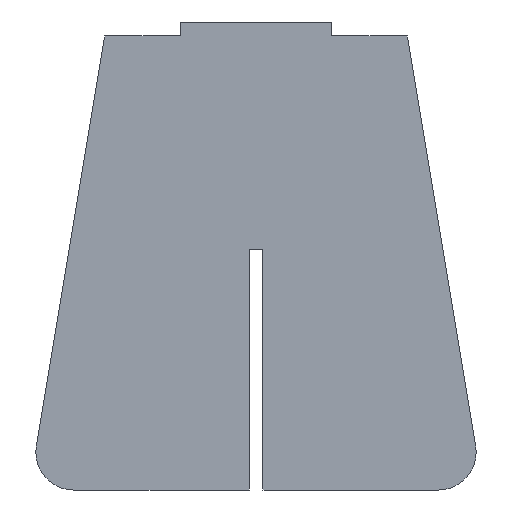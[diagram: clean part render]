
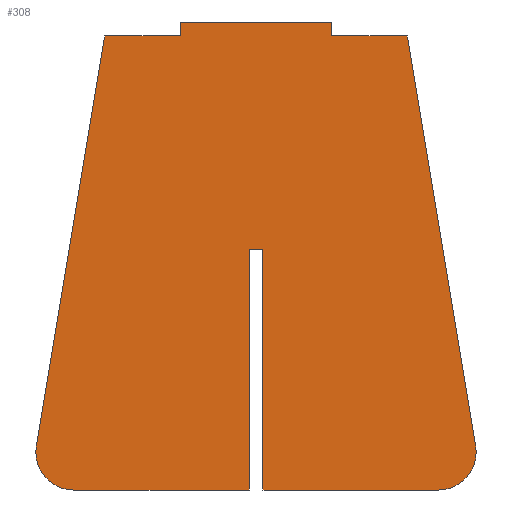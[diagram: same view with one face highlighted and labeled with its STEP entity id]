
A CAD part, front view. The second image highlights one B-rep face of the part: STEP entity #308.
In plain terms, the highlighted planar face has unit normal (0, -1, 0).
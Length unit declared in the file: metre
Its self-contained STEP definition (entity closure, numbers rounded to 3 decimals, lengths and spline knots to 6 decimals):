
#13=CIRCLE('',#326,0.05);
#15=CIRCLE('',#336,0.05);
#74=ORIENTED_EDGE('',*,*,#104,.F.);
#75=ORIENTED_EDGE('',*,*,#108,.F.);
#76=ORIENTED_EDGE('',*,*,#111,.F.);
#77=ORIENTED_EDGE('',*,*,#114,.F.);
#78=ORIENTED_EDGE('',*,*,#117,.F.);
#79=ORIENTED_EDGE('',*,*,#120,.T.);
#80=ORIENTED_EDGE('',*,*,#123,.F.);
#81=ORIENTED_EDGE('',*,*,#126,.F.);
#82=ORIENTED_EDGE('',*,*,#129,.F.);
#83=ORIENTED_EDGE('',*,*,#132,.F.);
#84=ORIENTED_EDGE('',*,*,#135,.F.);
#85=ORIENTED_EDGE('',*,*,#138,.F.);
#86=ORIENTED_EDGE('',*,*,#141,.F.);
#87=ORIENTED_EDGE('',*,*,#143,.T.);
#104=EDGE_CURVE('',#146,#147,#174,.T.);
#108=EDGE_CURVE('',#149,#146,#13,.T.);
#111=EDGE_CURVE('',#151,#149,#179,.T.);
#114=EDGE_CURVE('',#153,#151,#182,.T.);
#117=EDGE_CURVE('',#155,#153,#185,.T.);
#120=EDGE_CURVE('',#155,#157,#188,.T.);
#123=EDGE_CURVE('',#159,#157,#191,.T.);
#126=EDGE_CURVE('',#161,#159,#194,.T.);
#129=EDGE_CURVE('',#163,#161,#197,.T.);
#132=EDGE_CURVE('',#165,#163,#15,.T.);
#135=EDGE_CURVE('',#167,#165,#201,.T.);
#138=EDGE_CURVE('',#169,#167,#204,.T.);
#141=EDGE_CURVE('',#171,#169,#207,.T.);
#143=EDGE_CURVE('',#171,#147,#209,.T.);
#146=VERTEX_POINT('',#429);
#147=VERTEX_POINT('',#431);
#149=VERTEX_POINT('',#437);
#151=VERTEX_POINT('',#443);
#153=VERTEX_POINT('',#449);
#155=VERTEX_POINT('',#455);
#157=VERTEX_POINT('',#461);
#159=VERTEX_POINT('',#467);
#161=VERTEX_POINT('',#473);
#163=VERTEX_POINT('',#479);
#165=VERTEX_POINT('',#485);
#167=VERTEX_POINT('',#491);
#169=VERTEX_POINT('',#497);
#171=VERTEX_POINT('',#503);
#174=LINE('',#430,#212);
#179=LINE('',#444,#217);
#182=LINE('',#450,#220);
#185=LINE('',#456,#223);
#188=LINE('',#462,#226);
#191=LINE('',#468,#229);
#194=LINE('',#474,#232);
#197=LINE('',#480,#235);
#201=LINE('',#492,#239);
#204=LINE('',#498,#242);
#207=LINE('',#504,#245);
#209=LINE('',#507,#247);
#212=VECTOR('',#349,1.);
#217=VECTOR('',#362,1.);
#220=VECTOR('',#367,1.);
#223=VECTOR('',#372,1.);
#226=VECTOR('',#377,1.);
#229=VECTOR('',#382,1.);
#232=VECTOR('',#387,1.);
#235=VECTOR('',#392,1.);
#239=VECTOR('',#404,1.);
#242=VECTOR('',#409,1.);
#245=VECTOR('',#414,1.);
#247=VECTOR('',#418,1.);
#262=EDGE_LOOP('',(#74,#75,#76,#77,#78,#79,#80,#81,#82,#83,#84,#85,#86,
#87));
#278=FACE_BOUND('',#262,.T.);
#292=PLANE('',#341);
#308=ADVANCED_FACE('',(#278),#292,.T.);
#326=AXIS2_PLACEMENT_3D('',#438,#356,#357);
#336=AXIS2_PLACEMENT_3D('',#486,#398,#399);
#341=AXIS2_PLACEMENT_3D('',#508,#419,#420);
#349=DIRECTION('',(-1.,0.,0.));
#356=DIRECTION('',(0.,1.,0.));
#357=DIRECTION('',(0.,0.,-1.));
#362=DIRECTION('',(0.164,0.,-0.986));
#367=DIRECTION('',(1.,0.,0.));
#372=DIRECTION('',(0.,0.,-1.));
#377=DIRECTION('',(-1.,0.,0.));
#382=DIRECTION('',(0.,0.,1.));
#387=DIRECTION('',(1.,0.,0.));
#392=DIRECTION('',(0.164,0.,0.986));
#398=DIRECTION('',(0.,1.,0.));
#399=DIRECTION('',(0.,0.,-1.));
#404=DIRECTION('',(-1.,0.,0.));
#409=DIRECTION('',(0.,0.,-1.));
#414=DIRECTION('',(-1.,0.,0.));
#418=DIRECTION('',(0.,0.,-1.));
#419=DIRECTION('',(0.,-1.,0.));
#420=DIRECTION('',(1.,0.,0.));
#429=CARTESIAN_POINT('',(-0.604443,-0.0185,-0.6));
#430=CARTESIAN_POINT('',(-0.720306,-0.0185,-0.6));
#431=CARTESIAN_POINT('',(-0.83617,-0.0185,-0.6));
#437=CARTESIAN_POINT('',(-0.555123,-0.0185,-0.54178));
#438=CARTESIAN_POINT('',(-0.604443,-0.0185,-0.55));
#443=CARTESIAN_POINT('',(-0.64542,-0.0185,0.));
#444=CARTESIAN_POINT('',(-0.600271,-0.0185,-0.27089));
#449=CARTESIAN_POINT('',(-0.74542,-0.0185,0.));
#450=CARTESIAN_POINT('',(-0.69542,-0.0185,0.));
#455=CARTESIAN_POINT('',(-0.74542,-0.0185,0.0185));
#456=CARTESIAN_POINT('',(-0.74542,-0.0185,0.00925));
#461=CARTESIAN_POINT('',(-0.94542,-0.0185,0.0185));
#462=CARTESIAN_POINT('',(-0.84542,-0.0185,0.0185));
#467=CARTESIAN_POINT('',(-0.94542,-0.0185,0.));
#468=CARTESIAN_POINT('',(-0.94542,-0.0185,0.00925));
#473=CARTESIAN_POINT('',(-1.04542,-0.0185,0.));
#474=CARTESIAN_POINT('',(-0.99542,-0.0185,0.));
#479=CARTESIAN_POINT('',(-1.135716,-0.0185,-0.54178));
#480=CARTESIAN_POINT('',(-1.090568,-0.0185,-0.27089));
#485=CARTESIAN_POINT('',(-1.086397,-0.0185,-0.6));
#486=CARTESIAN_POINT('',(-1.086397,-0.0185,-0.55));
#491=CARTESIAN_POINT('',(-0.854081,-0.0185,-0.6));
#492=CARTESIAN_POINT('',(-0.970239,-0.0185,-0.6));
#497=CARTESIAN_POINT('',(-0.854081,-0.0185,-0.2815));
#498=CARTESIAN_POINT('',(-0.854081,-0.0185,-0.44075));
#503=CARTESIAN_POINT('',(-0.83617,-0.0185,-0.2815));
#504=CARTESIAN_POINT('',(-0.845126,-0.0185,-0.2815));
#507=CARTESIAN_POINT('',(-0.83617,-0.0185,-0.44075));
#508=CARTESIAN_POINT('',(-0.449072,-0.0185,0.038189));
